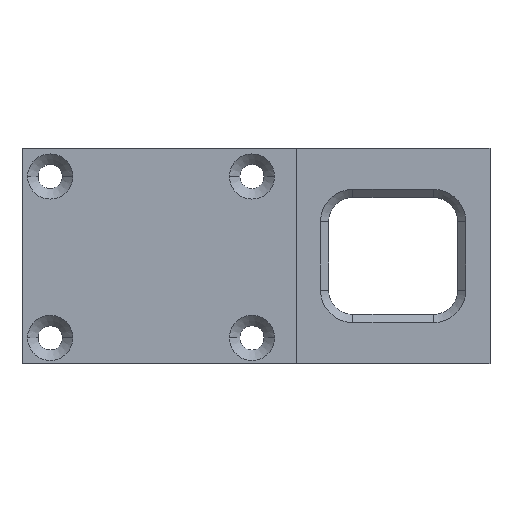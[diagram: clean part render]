
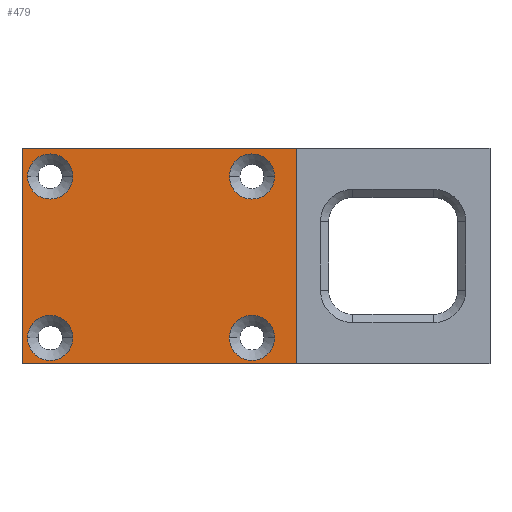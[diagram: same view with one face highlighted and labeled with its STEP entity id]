
A CAD part, top view. The second image highlights one B-rep face of the part: STEP entity #479.
In plain terms, the highlighted planar face has unit normal (0, 0, 1).
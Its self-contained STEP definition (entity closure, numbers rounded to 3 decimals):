
#24 = DIRECTION ( 'NONE',  ( 1., 0., 0. ) ) ;
#38 = AXIS2_PLACEMENT_3D ( 'NONE', #873, #1743, #1003 ) ;
#40 = DIRECTION ( 'NONE',  ( 0., 0., -1. ) ) ;
#66 = VERTEX_POINT ( 'NONE', #1593 ) ;
#73 = CARTESIAN_POINT ( 'NONE',  ( 28.5, 23.2, 6. ) ) ;
#78 = AXIS2_PLACEMENT_3D ( 'NONE', #888, #1785, #275 ) ;
#98 = DIRECTION ( 'NONE',  ( 0., 0., -1. ) ) ;
#106 = VERTEX_POINT ( 'NONE', #890 ) ;
#110 = CARTESIAN_POINT ( 'NONE',  ( 31.3, 23.2, 6. ) ) ;
#111 = VERTEX_POINT ( 'NONE', #1490 ) ;
#129 = CARTESIAN_POINT ( 'NONE',  ( 3.5, 3.2, 6. ) ) ;
#160 = EDGE_CURVE ( 'NONE', #1018, #1248, #1880, .T. ) ;
#163 = CARTESIAN_POINT ( 'NONE',  ( 6.3, 3.2, 6. ) ) ;
#168 = ORIENTED_EDGE ( 'NONE', *, *, #207, .T. ) ;
#179 = ORIENTED_EDGE ( 'NONE', *, *, #1462, .T. ) ;
#183 = EDGE_LOOP ( 'NONE', ( #328, #1109, #1157, #1549 ) ) ;
#207 = EDGE_CURVE ( 'NONE', #491, #459, #1538, .T. ) ;
#225 = CARTESIAN_POINT ( 'NONE',  ( 6.3, 23.2, 6. ) ) ;
#261 = AXIS2_PLACEMENT_3D ( 'NONE', #1431, #98, #804 ) ;
#275 = DIRECTION ( 'NONE',  ( -1., 0., 0. ) ) ;
#305 = EDGE_CURVE ( 'NONE', #111, #66, #476, .T. ) ;
#328 = ORIENTED_EDGE ( 'NONE', *, *, #305, .T. ) ;
#352 = AXIS2_PLACEMENT_3D ( 'NONE', #1637, #1185, #1770 ) ;
#402 = CARTESIAN_POINT ( 'NONE',  ( 0.7, 3.2, 6. ) ) ;
#448 = CIRCLE ( 'NONE', #1511, 2.8 ) ;
#459 = VERTEX_POINT ( 'NONE', #225 ) ;
#464 = CARTESIAN_POINT ( 'NONE',  ( 25.7, 3.2, 6. ) ) ;
#476 = LINE ( 'NONE', #648, #1613 ) ;
#479 = ADVANCED_FACE ( 'NONE', ( #1739, #1551, #1869, #1410, #1281 ), #969, .F. ) ;
#482 = CARTESIAN_POINT ( 'NONE',  ( 28.5, 3.2, 6. ) ) ;
#489 = ORIENTED_EDGE ( 'NONE', *, *, #1316, .T. ) ;
#491 = VERTEX_POINT ( 'NONE', #658 ) ;
#507 = DIRECTION ( 'NONE',  ( -1., 0., 0. ) ) ;
#580 = AXIS2_PLACEMENT_3D ( 'NONE', #1192, #1479, #1908 ) ;
#620 = DIRECTION ( 'NONE',  ( 1., 0., 0. ) ) ;
#648 = CARTESIAN_POINT ( 'NONE',  ( 0., 0., 6. ) ) ;
#658 = CARTESIAN_POINT ( 'NONE',  ( 0.7, 23.2, 6. ) ) ;
#674 = VERTEX_POINT ( 'NONE', #1478 ) ;
#700 = DIRECTION ( 'NONE',  ( -1., 0., 0. ) ) ;
#701 = EDGE_LOOP ( 'NONE', ( #489, #886 ) ) ;
#746 = LINE ( 'NONE', #897, #1163 ) ;
#789 = EDGE_CURVE ( 'NONE', #106, #1260, #746, .T. ) ;
#794 = EDGE_CURVE ( 'NONE', #815, #674, #448, .T. ) ;
#804 = DIRECTION ( 'NONE',  ( -1., 0., 0. ) ) ;
#811 = DIRECTION ( 'NONE',  ( 0., -1., 0. ) ) ;
#815 = VERTEX_POINT ( 'NONE', #464 ) ;
#818 = CARTESIAN_POINT ( 'NONE',  ( 34., 26.7, 6. ) ) ;
#825 = CIRCLE ( 'NONE', #78, 2.8 ) ;
#865 = CARTESIAN_POINT ( 'NONE',  ( 28.5, 3.2, 6. ) ) ;
#873 = CARTESIAN_POINT ( 'NONE',  ( 28.5, 23.2, 6. ) ) ;
#881 = EDGE_CURVE ( 'NONE', #1260, #66, #946, .T. ) ;
#886 = ORIENTED_EDGE ( 'NONE', *, *, #1485, .T. ) ;
#888 = CARTESIAN_POINT ( 'NONE',  ( 3.5, 3.2, 6. ) ) ;
#890 = CARTESIAN_POINT ( 'NONE',  ( 0., 26.7, 6. ) ) ;
#897 = CARTESIAN_POINT ( 'NONE',  ( 0., 26.7, 6. ) ) ;
#911 = CIRCLE ( 'NONE', #1883, 2.8 ) ;
#912 = CIRCLE ( 'NONE', #38, 2.8 ) ;
#917 = ORIENTED_EDGE ( 'NONE', *, *, #1800, .T. ) ;
#934 = DIRECTION ( 'NONE',  ( -1., 0., 0. ) ) ;
#946 = LINE ( 'NONE', #818, #1132 ) ;
#969 = PLANE ( 'NONE',  #261 ) ;
#1003 = DIRECTION ( 'NONE',  ( -1., 0., 0. ) ) ;
#1018 = VERTEX_POINT ( 'NONE', #402 ) ;
#1060 = EDGE_LOOP ( 'NONE', ( #1625, #1065 ) ) ;
#1065 = ORIENTED_EDGE ( 'NONE', *, *, #160, .T. ) ;
#1101 = ORIENTED_EDGE ( 'NONE', *, *, #794, .T. ) ;
#1102 = CIRCLE ( 'NONE', #1228, 2.8 ) ;
#1109 = ORIENTED_EDGE ( 'NONE', *, *, #881, .F. ) ;
#1130 = AXIS2_PLACEMENT_3D ( 'NONE', #129, #1929, #1788 ) ;
#1132 = VECTOR ( 'NONE', #811, 1000. ) ;
#1157 = ORIENTED_EDGE ( 'NONE', *, *, #789, .F. ) ;
#1163 = VECTOR ( 'NONE', #24, 1000. ) ;
#1185 = DIRECTION ( 'NONE',  ( 0., 0., -1. ) ) ;
#1192 = CARTESIAN_POINT ( 'NONE',  ( 3.5, 23.2, 6. ) ) ;
#1210 = CARTESIAN_POINT ( 'NONE',  ( 34., 26.7, 6. ) ) ;
#1226 = VERTEX_POINT ( 'NONE', #1932 ) ;
#1228 = AXIS2_PLACEMENT_3D ( 'NONE', #865, #1753, #700 ) ;
#1248 = VERTEX_POINT ( 'NONE', #163 ) ;
#1260 = VERTEX_POINT ( 'NONE', #1210 ) ;
#1262 = EDGE_LOOP ( 'NONE', ( #917, #168 ) ) ;
#1281 = FACE_OUTER_BOUND ( 'NONE', #183, .T. ) ;
#1316 = EDGE_CURVE ( 'NONE', #1721, #1226, #911, .T. ) ;
#1328 = VECTOR ( 'NONE', #1689, 1000. ) ;
#1410 = FACE_BOUND ( 'NONE', #701, .T. ) ;
#1431 = CARTESIAN_POINT ( 'NONE',  ( 0., 26.7, 6. ) ) ;
#1462 = EDGE_CURVE ( 'NONE', #674, #815, #1102, .T. ) ;
#1478 = CARTESIAN_POINT ( 'NONE',  ( 31.3, 3.2, 6. ) ) ;
#1479 = DIRECTION ( 'NONE',  ( 0., 0., -1. ) ) ;
#1485 = EDGE_CURVE ( 'NONE', #1226, #1721, #912, .T. ) ;
#1490 = CARTESIAN_POINT ( 'NONE',  ( 0., 0., 6. ) ) ;
#1497 = DIRECTION ( 'NONE',  ( 0., 0., -1. ) ) ;
#1511 = AXIS2_PLACEMENT_3D ( 'NONE', #482, #1497, #934 ) ;
#1538 = CIRCLE ( 'NONE', #352, 2.8 ) ;
#1549 = ORIENTED_EDGE ( 'NONE', *, *, #1893, .T. ) ;
#1551 = FACE_BOUND ( 'NONE', #1060, .T. ) ;
#1593 = CARTESIAN_POINT ( 'NONE',  ( 34., 0., 6. ) ) ;
#1613 = VECTOR ( 'NONE', #620, 1000. ) ;
#1625 = ORIENTED_EDGE ( 'NONE', *, *, #1878, .T. ) ;
#1637 = CARTESIAN_POINT ( 'NONE',  ( 3.5, 23.2, 6. ) ) ;
#1655 = CARTESIAN_POINT ( 'NONE',  ( 0., 26.7, 6. ) ) ;
#1689 = DIRECTION ( 'NONE',  ( 0., -1., 0. ) ) ;
#1721 = VERTEX_POINT ( 'NONE', #110 ) ;
#1739 = FACE_BOUND ( 'NONE', #1845, .T. ) ;
#1743 = DIRECTION ( 'NONE',  ( 0., 0., -1. ) ) ;
#1753 = DIRECTION ( 'NONE',  ( 0., 0., -1. ) ) ;
#1770 = DIRECTION ( 'NONE',  ( -1., 0., 0. ) ) ;
#1785 = DIRECTION ( 'NONE',  ( 0., 0., -1. ) ) ;
#1788 = DIRECTION ( 'NONE',  ( -1., 0., 0. ) ) ;
#1800 = EDGE_CURVE ( 'NONE', #459, #491, #1854, .T. ) ;
#1813 = LINE ( 'NONE', #1655, #1328 ) ;
#1845 = EDGE_LOOP ( 'NONE', ( #179, #1101 ) ) ;
#1854 = CIRCLE ( 'NONE', #580, 2.8 ) ;
#1869 = FACE_BOUND ( 'NONE', #1262, .T. ) ;
#1878 = EDGE_CURVE ( 'NONE', #1248, #1018, #825, .T. ) ;
#1880 = CIRCLE ( 'NONE', #1130, 2.8 ) ;
#1883 = AXIS2_PLACEMENT_3D ( 'NONE', #73, #40, #507 ) ;
#1893 = EDGE_CURVE ( 'NONE', #106, #111, #1813, .T. ) ;
#1908 = DIRECTION ( 'NONE',  ( -1., 0., 0. ) ) ;
#1929 = DIRECTION ( 'NONE',  ( 0., 0., -1. ) ) ;
#1932 = CARTESIAN_POINT ( 'NONE',  ( 25.7, 23.2, 6. ) ) ;
